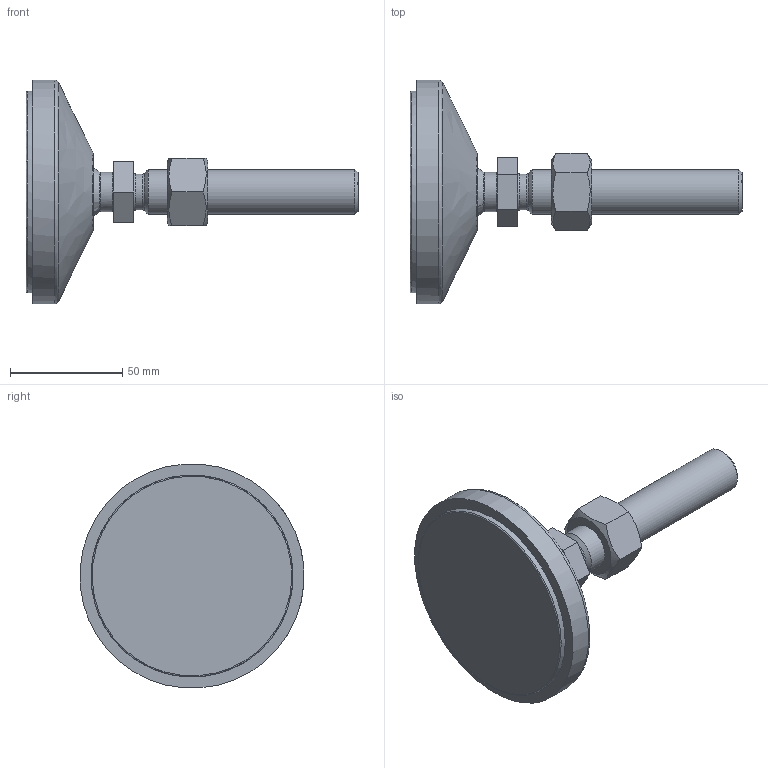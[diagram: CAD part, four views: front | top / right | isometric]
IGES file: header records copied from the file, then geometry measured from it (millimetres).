
Global section: file name: 409920; native system: Autodesk Inventor 2018; preprocessor: unknown; author: Spacek; date: 20191102.104829; units: millimetre
Bounding box: 148 x 99.82 x 99.68 mm (x, y, z)
Volume: 218557.4 mm3; surface area: 34884.4 mm2
Topology: 3 solids, 3 shells, 43 faces, 124 edges, 88 vertices
Faces by surface type: bspline 43
